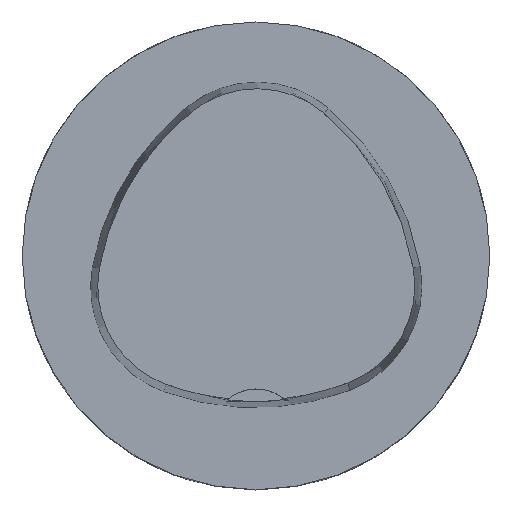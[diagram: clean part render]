
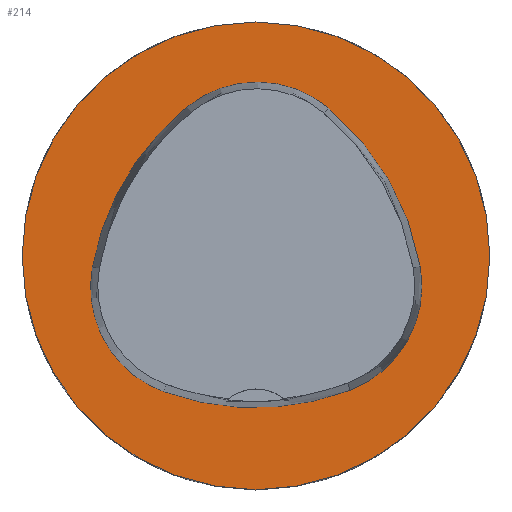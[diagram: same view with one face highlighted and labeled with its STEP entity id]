
A CAD part, top view. The second image highlights one B-rep face of the part: STEP entity #214.
In plain terms, the highlighted planar face has unit normal (0, 0, 1).
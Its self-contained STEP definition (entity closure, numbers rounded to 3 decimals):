
#67=CIRCLE('',#1066,31.5);
#68=CIRCLE('',#1072,36.);
#70=CIRCLE('',#1075,15.);
#72=CIRCLE('',#1078,36.);
#74=CIRCLE('',#1081,15.);
#78=CIRCLE('',#1086,36.);
#80=CIRCLE('',#1089,15.);
#119=FACE_BOUND('',#367,.T.);
#120=FACE_BOUND('',#368,.T.);
#214=ADVANCED_FACE('',(#119,#120),#265,.T.);
#265=PLANE('',#1094);
#367=EDGE_LOOP('',(#579,#580,#581,#582,#583,#584));
#368=EDGE_LOOP('',(#585));
#579=ORIENTED_EDGE('',*,*,#853,.T.);
#580=ORIENTED_EDGE('',*,*,#833,.T.);
#581=ORIENTED_EDGE('',*,*,#837,.T.);
#582=ORIENTED_EDGE('',*,*,#840,.T.);
#583=ORIENTED_EDGE('',*,*,#843,.T.);
#584=ORIENTED_EDGE('',*,*,#851,.T.);
#585=ORIENTED_EDGE('',*,*,#824,.F.);
#718=VERTEX_POINT('',#1625);
#727=VERTEX_POINT('',#1644);
#728=VERTEX_POINT('',#1645);
#731=VERTEX_POINT('',#1653);
#733=VERTEX_POINT('',#1659);
#735=VERTEX_POINT('',#1665);
#742=VERTEX_POINT('',#1686);
#824=EDGE_CURVE('',#718,#718,#67,.T.);
#833=EDGE_CURVE('',#727,#728,#68,.T.);
#837=EDGE_CURVE('',#728,#731,#70,.T.);
#840=EDGE_CURVE('',#731,#733,#72,.T.);
#843=EDGE_CURVE('',#733,#735,#74,.T.);
#851=EDGE_CURVE('',#735,#742,#78,.T.);
#853=EDGE_CURVE('',#742,#727,#80,.T.);
#1066=AXIS2_PLACEMENT_3D('',#1624,#1270,#1271);
#1072=AXIS2_PLACEMENT_3D('',#1643,#1286,#1287);
#1075=AXIS2_PLACEMENT_3D('',#1652,#1294,#1295);
#1078=AXIS2_PLACEMENT_3D('',#1658,#1301,#1302);
#1081=AXIS2_PLACEMENT_3D('',#1664,#1308,#1309);
#1086=AXIS2_PLACEMENT_3D('',#1687,#1320,#1321);
#1089=AXIS2_PLACEMENT_3D('',#1690,#1326,#1327);
#1094=AXIS2_PLACEMENT_3D('',#1695,#1336,#1337);
#1270=DIRECTION('',(0.,0.,-1.));
#1271=DIRECTION('',(-1.,0.,0.));
#1286=DIRECTION('',(0.,0.,-1.));
#1287=DIRECTION('',(-1.,0.,0.));
#1294=DIRECTION('',(0.,0.,-1.));
#1295=DIRECTION('',(-1.,0.,0.));
#1301=DIRECTION('',(0.,0.,-1.));
#1302=DIRECTION('',(-1.,0.,0.));
#1308=DIRECTION('',(0.,0.,-1.));
#1309=DIRECTION('',(-1.,0.,0.));
#1320=DIRECTION('',(0.,0.,-1.));
#1321=DIRECTION('',(-1.,0.,0.));
#1326=DIRECTION('',(0.,0.,-1.));
#1327=DIRECTION('',(-1.,0.,0.));
#1336=DIRECTION('',(0.,0.,1.));
#1337=DIRECTION('',(1.,0.,0.));
#1624=CARTESIAN_POINT('',(0.,0.,0.));
#1625=CARTESIAN_POINT('',(-31.5,0.,0.));
#1643=CARTESIAN_POINT('',(13.398,-7.893,0.));
#1644=CARTESIAN_POINT('',(-22.041,-1.562,0.));
#1645=CARTESIAN_POINT('',(-9.317,20.036,0.));
#1652=CARTESIAN_POINT('',(0.148,8.399,0.));
#1653=CARTESIAN_POINT('',(9.779,19.898,0.));
#1658=CARTESIAN_POINT('',(-13.337,-7.7,0.));
#1659=CARTESIAN_POINT('',(22.122,-1.48,0.));
#1664=CARTESIAN_POINT('',(7.347,-4.071,0.));
#1665=CARTESIAN_POINT('',(12.693,-18.087,0.));
#1686=CARTESIAN_POINT('',(-12.373,-18.307,0.));
#1687=CARTESIAN_POINT('',(-0.137,15.55,0.));
#1690=CARTESIAN_POINT('',(-7.275,-4.2,0.));
#1695=CARTESIAN_POINT('',(0.,0.,0.));
